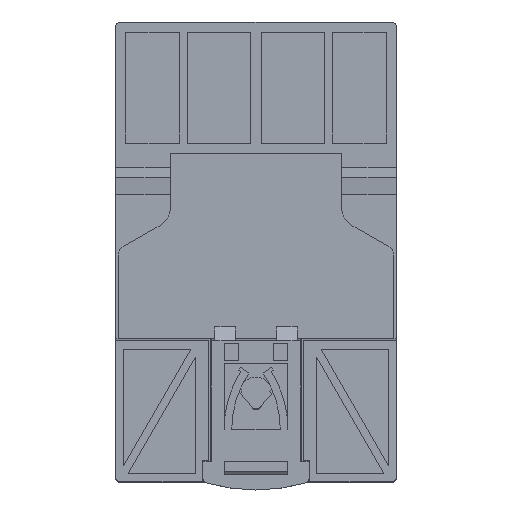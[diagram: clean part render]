
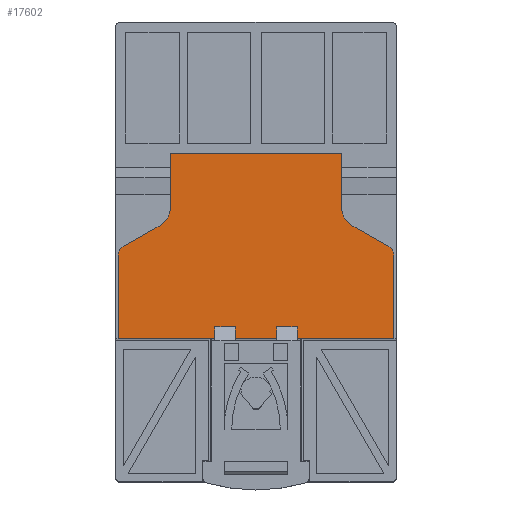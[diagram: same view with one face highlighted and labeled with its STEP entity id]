
A CAD part, top view. The second image highlights one B-rep face of the part: STEP entity #17602.
In plain terms, the highlighted planar face has unit normal (0, 0, 1).
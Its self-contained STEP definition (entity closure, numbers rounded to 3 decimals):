
#321 = AXIS2_PLACEMENT_3D ( 'NONE', #28877, #28646, #42517 ) ;
#1113 = ORIENTED_EDGE ( 'NONE', *, *, #35374, .T. ) ;
#1358 = LINE ( 'NONE', #21747, #9471 ) ;
#1686 = FACE_OUTER_BOUND ( 'NONE', #22373, .T. ) ;
#2239 = LINE ( 'NONE', #25538, #7321 ) ;
#2804 = ORIENTED_EDGE ( 'NONE', *, *, #16563, .T. ) ;
#3217 = ORIENTED_EDGE ( 'NONE', *, *, #42136, .T. ) ;
#3301 = LINE ( 'NONE', #10686, #16337 ) ;
#3748 = VECTOR ( 'NONE', #30203, 1000. ) ;
#3880 = CIRCLE ( 'NONE', #321, 2. ) ;
#3919 = AXIS2_PLACEMENT_3D ( 'NONE', #16021, #29218, #43314 ) ;
#4151 = CARTESIAN_POINT ( 'NONE',  ( -27.5, 28., -4.5 ) ) ;
#4671 = CARTESIAN_POINT ( 'NONE',  ( 16.75, 64.3, -4.5 ) ) ;
#5487 = LINE ( 'NONE', #8627, #37368 ) ;
#5794 = ORIENTED_EDGE ( 'NONE', *, *, #25487, .T. ) ;
#6258 = DIRECTION ( 'NONE',  ( 1., 0., 0. ) ) ;
#6839 = EDGE_CURVE ( 'NONE', #30792, #13663, #8216, .T. ) ;
#7321 = VECTOR ( 'NONE', #6258, 1000. ) ;
#8216 = LINE ( 'NONE', #31728, #22330 ) ;
#8627 = CARTESIAN_POINT ( 'NONE',  ( 25.985, 46.074, -4.5 ) ) ;
#9042 = ORIENTED_EDGE ( 'NONE', *, *, #40189, .T. ) ;
#9471 = VECTOR ( 'NONE', #42093, 1000. ) ;
#10183 = DIRECTION ( 'NONE',  ( -1., 0., 0. ) ) ;
#10560 = CARTESIAN_POINT ( 'NONE',  ( -20.75, 53.633, -4.5 ) ) ;
#10575 = EDGE_CURVE ( 'NONE', #23279, #12995, #3880, .T. ) ;
#10616 = LINE ( 'NONE', #41056, #40235 ) ;
#10686 = CARTESIAN_POINT ( 'NONE',  ( -16.75, 53.633, -4.5 ) ) ;
#12995 = VERTEX_POINT ( 'NONE', #39872 ) ;
#13663 = VERTEX_POINT ( 'NONE', #19635 ) ;
#14816 = ORIENTED_EDGE ( 'NONE', *, *, #16136, .T. ) ;
#15086 = ORIENTED_EDGE ( 'NONE', *, *, #20604, .T. ) ;
#15887 = ORIENTED_EDGE ( 'NONE', *, *, #24318, .T. ) ;
#16021 = CARTESIAN_POINT ( 'NONE',  ( -25., 44.334, -4.5 ) ) ;
#16136 = EDGE_CURVE ( 'NONE', #41973, #23570, #2239, .T. ) ;
#16337 = VECTOR ( 'NONE', #16949, 1000. ) ;
#16563 = EDGE_CURVE ( 'NONE', #42842, #39185, #10616, .T. ) ;
#16842 = CARTESIAN_POINT ( 'NONE',  ( -18.78, 50.151, -4.5 ) ) ;
#16949 = DIRECTION ( 'NONE',  ( 0., -1., 0. ) ) ;
#17431 = CARTESIAN_POINT ( 'NONE',  ( 18.78, 50.151, -4.5 ) ) ;
#17602 = ADVANCED_FACE ( 'NONE', ( #1686 ), #42422, .F. ) ;
#19537 = CARTESIAN_POINT ( 'NONE',  ( 16.75, 53.633, -4.5 ) ) ;
#19635 = CARTESIAN_POINT ( 'NONE',  ( -25.985, 46.074, -4.5 ) ) ;
#20345 = CIRCLE ( 'NONE', #3919, 2. ) ;
#20604 = EDGE_CURVE ( 'NONE', #26513, #30792, #29214, .T. ) ;
#21747 = CARTESIAN_POINT ( 'NONE',  ( 27., 28., -4.5 ) ) ;
#22330 = VECTOR ( 'NONE', #25452, 1000. ) ;
#22373 = EDGE_LOOP ( 'NONE', ( #14816, #1113, #28553, #3217, #15887, #36590, #2804, #25395, #15086, #30611, #5794, #9042 ) ) ;
#22929 = VERTEX_POINT ( 'NONE', #42479 ) ;
#23279 = VERTEX_POINT ( 'NONE', #41099 ) ;
#23555 = DIRECTION ( 'NONE',  ( 0., 0., -1. ) ) ;
#23570 = VERTEX_POINT ( 'NONE', #31862 ) ;
#23782 = LINE ( 'NONE', #19537, #24977 ) ;
#24318 = EDGE_CURVE ( 'NONE', #37268, #43805, #32350, .T. ) ;
#24977 = VECTOR ( 'NONE', #40769, 1000. ) ;
#25395 = ORIENTED_EDGE ( 'NONE', *, *, #30055, .T. ) ;
#25452 = DIRECTION ( 'NONE',  ( -0.87, -0.492, 0. ) ) ;
#25487 = EDGE_CURVE ( 'NONE', #13663, #22929, #20345, .T. ) ;
#25538 = CARTESIAN_POINT ( 'NONE',  ( -27., 28., -4.5 ) ) ;
#26513 = VERTEX_POINT ( 'NONE', #42208 ) ;
#28553 = ORIENTED_EDGE ( 'NONE', *, *, #10575, .T. ) ;
#28646 = DIRECTION ( 'NONE',  ( 0., 0., 1. ) ) ;
#28877 = CARTESIAN_POINT ( 'NONE',  ( 25., 44.334, -4.5 ) ) ;
#29214 = CIRCLE ( 'NONE', #34935, 4. ) ;
#29218 = DIRECTION ( 'NONE',  ( 0., 0., 1. ) ) ;
#29562 = AXIS2_PLACEMENT_3D ( 'NONE', #4151, #32120, #35274 ) ;
#30055 = EDGE_CURVE ( 'NONE', #39185, #26513, #3301, .T. ) ;
#30203 = DIRECTION ( 'NONE',  ( 0., -1., 0. ) ) ;
#30479 = DIRECTION ( 'NONE',  ( -1., 0., 0. ) ) ;
#30611 = ORIENTED_EDGE ( 'NONE', *, *, #6839, .T. ) ;
#30792 = VERTEX_POINT ( 'NONE', #16842 ) ;
#31728 = CARTESIAN_POINT ( 'NONE',  ( -25.985, 46.074, -4.5 ) ) ;
#31780 = EDGE_CURVE ( 'NONE', #43805, #42842, #23782, .T. ) ;
#31862 = CARTESIAN_POINT ( 'NONE',  ( 27., 28., -4.5 ) ) ;
#31864 = CARTESIAN_POINT ( 'NONE',  ( 16.75, 53.633, -4.5 ) ) ;
#32120 = DIRECTION ( 'NONE',  ( 0., 0., -1. ) ) ;
#32350 = CIRCLE ( 'NONE', #41640, 4. ) ;
#32894 = LINE ( 'NONE', #36921, #3748 ) ;
#34012 = DIRECTION ( 'NONE',  ( 0., 0., -1. ) ) ;
#34399 = CARTESIAN_POINT ( 'NONE',  ( -27., 28., -4.5 ) ) ;
#34935 = AXIS2_PLACEMENT_3D ( 'NONE', #10560, #23555, #30479 ) ;
#35274 = DIRECTION ( 'NONE',  ( -1., 0., 0. ) ) ;
#35374 = EDGE_CURVE ( 'NONE', #23570, #23279, #1358, .T. ) ;
#36481 = CARTESIAN_POINT ( 'NONE',  ( 20.75, 53.633, -4.5 ) ) ;
#36590 = ORIENTED_EDGE ( 'NONE', *, *, #31780, .T. ) ;
#36921 = CARTESIAN_POINT ( 'NONE',  ( -27., 28., -4.5 ) ) ;
#37146 = DIRECTION ( 'NONE',  ( -1., 0., 0. ) ) ;
#37268 = VERTEX_POINT ( 'NONE', #17431 ) ;
#37368 = VECTOR ( 'NONE', #43096, 1000. ) ;
#39185 = VERTEX_POINT ( 'NONE', #40384 ) ;
#39872 = CARTESIAN_POINT ( 'NONE',  ( 25.985, 46.074, -4.5 ) ) ;
#40189 = EDGE_CURVE ( 'NONE', #22929, #41973, #32894, .T. ) ;
#40235 = VECTOR ( 'NONE', #10183, 1000. ) ;
#40384 = CARTESIAN_POINT ( 'NONE',  ( -16.75, 64.3, -4.5 ) ) ;
#40769 = DIRECTION ( 'NONE',  ( 0., 1., 0. ) ) ;
#41056 = CARTESIAN_POINT ( 'NONE',  ( -16.75, 64.3, -4.5 ) ) ;
#41099 = CARTESIAN_POINT ( 'NONE',  ( 27., 44.334, -4.5 ) ) ;
#41640 = AXIS2_PLACEMENT_3D ( 'NONE', #36481, #34012, #37146 ) ;
#41973 = VERTEX_POINT ( 'NONE', #34399 ) ;
#42093 = DIRECTION ( 'NONE',  ( 0., 1., 0. ) ) ;
#42136 = EDGE_CURVE ( 'NONE', #12995, #37268, #5487, .T. ) ;
#42208 = CARTESIAN_POINT ( 'NONE',  ( -16.75, 53.633, -4.5 ) ) ;
#42422 = PLANE ( 'NONE',  #29562 ) ;
#42479 = CARTESIAN_POINT ( 'NONE',  ( -27., 44.334, -4.5 ) ) ;
#42517 = DIRECTION ( 'NONE',  ( -1., 0., 0. ) ) ;
#42842 = VERTEX_POINT ( 'NONE', #4671 ) ;
#43096 = DIRECTION ( 'NONE',  ( -0.87, 0.492, 0. ) ) ;
#43314 = DIRECTION ( 'NONE',  ( -1., 0., 0. ) ) ;
#43805 = VERTEX_POINT ( 'NONE', #31864 ) ;
